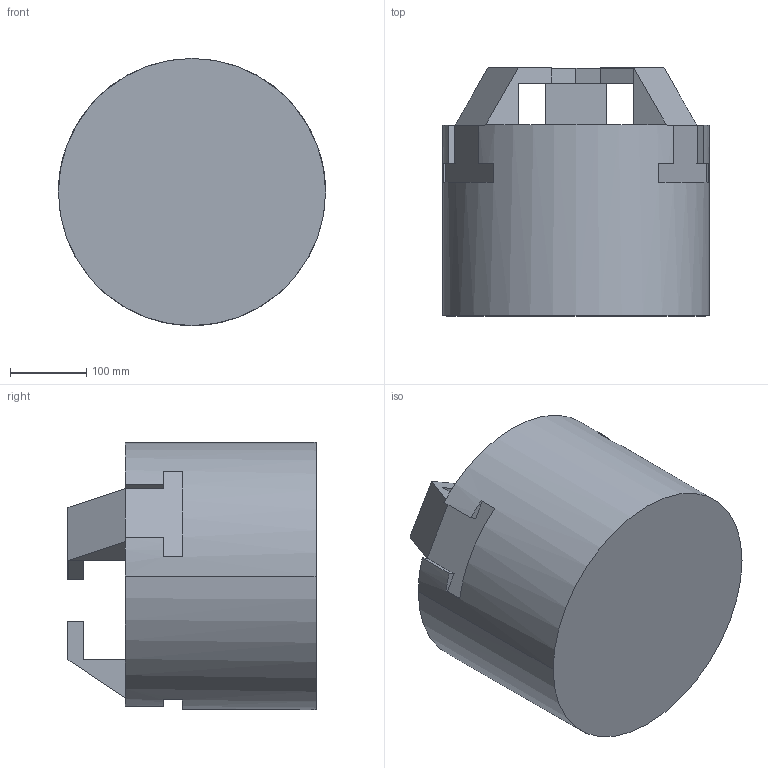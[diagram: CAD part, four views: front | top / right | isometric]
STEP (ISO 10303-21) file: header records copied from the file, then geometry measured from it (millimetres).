
FILE_DESCRIPTION((''),'2;1');
FILE_NAME('GRIPPERASSEMBLY_ASM','2020-02-15T12:59:51',('satei'),(''),'CREO PARAMETRIC BY PTC INC, 2019224','CREO PARAMETRIC BY PTC INC, 2019224','');
FILE_SCHEMA(('CONFIG_CONTROL_DESIGN'));
Products named in the file (3): GRIPERBASE; GRIPPERJAW; GRIPPERASSEMBLY_ASM
Assembly tree (4 placements, depth 2):
  GRIPPERASSEMBLY_ASM
    GRIPERBASE
    GRIPPERJAW  x3
Bounding box: 350 x 325 x 350 mm (x, y, z)
Volume: 23047006.7 mm3; surface area: 730048.4 mm2
Topology: 4 solids, 4 shells, 88 faces, 216 edges, 136 vertices
Faces by surface type: plane 86, cylinder 2
Entity records: 1642 total; most frequent: CARTESIAN_POINT 275, DIRECTION 266, ORIENTED_EDGE 264, EDGE_CURVE 132, VECTOR 116, LINE 116, VERTEX_POINT 84, AXIS2_PLACEMENT_3D 75
